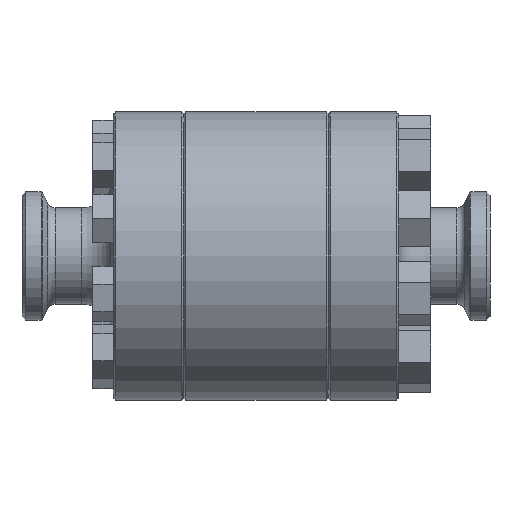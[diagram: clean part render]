
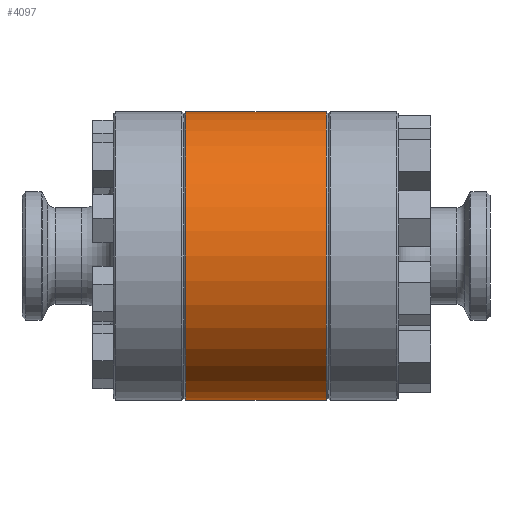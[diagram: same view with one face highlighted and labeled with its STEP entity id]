
A CAD part, front view. The second image highlights one B-rep face of the part: STEP entity #4097.
In plain terms, the highlighted cylindrical face has radius 57.15 mm (diameter 114.3 mm), a partial arc.
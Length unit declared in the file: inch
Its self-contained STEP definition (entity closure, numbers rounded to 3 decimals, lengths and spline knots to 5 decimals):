
#395 = DIRECTION ( 'NONE',  ( -1., 0., 0. ) ) ;
#421 = DIRECTION ( 'NONE',  ( -1., 0., 0. ) ) ;
#699 = CIRCLE ( 'NONE', #3325, 2.25 ) ;
#830 = LINE ( 'NONE', #3734, #1251 ) ;
#855 = DIRECTION ( 'NONE',  ( -1., 0., 0. ) ) ;
#1251 = VECTOR ( 'NONE', #421, 39.37008 ) ;
#1258 = CARTESIAN_POINT ( 'NONE',  ( 2.22, 0., -2.25 ) ) ;
#1634 = CARTESIAN_POINT ( 'NONE',  ( 0.03, 0., 0. ) ) ;
#1974 = VECTOR ( 'NONE', #395, 39.37008 ) ;
#2290 = EDGE_CURVE ( 'NONE', #4682, #4321, #6561, .T. ) ;
#2452 = DIRECTION ( 'NONE',  ( 0., 0., 1. ) ) ;
#2578 = ORIENTED_EDGE ( 'NONE', *, *, #3436, .T. ) ;
#2590 = AXIS2_PLACEMENT_3D ( 'NONE', #1634, #6269, #3005 ) ;
#2973 = CYLINDRICAL_SURFACE ( 'NONE', #3518, 2.25 ) ;
#3005 = DIRECTION ( 'NONE',  ( 0., 0., 1. ) ) ;
#3325 = AXIS2_PLACEMENT_3D ( 'NONE', #5568, #855, #4774 ) ;
#3429 = EDGE_CURVE ( 'NONE', #6138, #4682, #830, .T. ) ;
#3436 = EDGE_CURVE ( 'NONE', #5956, #4321, #7209, .T. ) ;
#3458 = ORIENTED_EDGE ( 'NONE', *, *, #2290, .F. ) ;
#3503 = CARTESIAN_POINT ( 'NONE',  ( 0.03, 0., 2.25 ) ) ;
#3518 = AXIS2_PLACEMENT_3D ( 'NONE', #5689, #6361, #2452 ) ;
#3566 = ORIENTED_EDGE ( 'NONE', *, *, #3429, .F. ) ;
#3734 = CARTESIAN_POINT ( 'NONE',  ( -0.10054, 0., -2.25 ) ) ;
#4097 = ADVANCED_FACE ( 'NONE', ( #7808 ), #2973, .T. ) ;
#4321 = VERTEX_POINT ( 'NONE', #3503 ) ;
#4637 = ORIENTED_EDGE ( 'NONE', *, *, #5333, .T. ) ;
#4682 = VERTEX_POINT ( 'NONE', #5912 ) ;
#4774 = DIRECTION ( 'NONE',  ( 0., 0., 1. ) ) ;
#5333 = EDGE_CURVE ( 'NONE', #6138, #5956, #699, .T. ) ;
#5568 = CARTESIAN_POINT ( 'NONE',  ( 2.22, 0., 0. ) ) ;
#5668 = CARTESIAN_POINT ( 'NONE',  ( -0.10054, 0., 2.25 ) ) ;
#5689 = CARTESIAN_POINT ( 'NONE',  ( -0.10054, 0., 0. ) ) ;
#5719 = EDGE_LOOP ( 'NONE', ( #3566, #4637, #2578, #3458 ) ) ;
#5912 = CARTESIAN_POINT ( 'NONE',  ( 0.03, 0., -2.25 ) ) ;
#5956 = VERTEX_POINT ( 'NONE', #6295 ) ;
#6138 = VERTEX_POINT ( 'NONE', #1258 ) ;
#6269 = DIRECTION ( 'NONE',  ( -1., 0., 0. ) ) ;
#6295 = CARTESIAN_POINT ( 'NONE',  ( 2.22, 0., 2.25 ) ) ;
#6361 = DIRECTION ( 'NONE',  ( -1., 0., 0. ) ) ;
#6561 = CIRCLE ( 'NONE', #2590, 2.25 ) ;
#7209 = LINE ( 'NONE', #5668, #1974 ) ;
#7808 = FACE_OUTER_BOUND ( 'NONE', #5719, .T. ) ;
